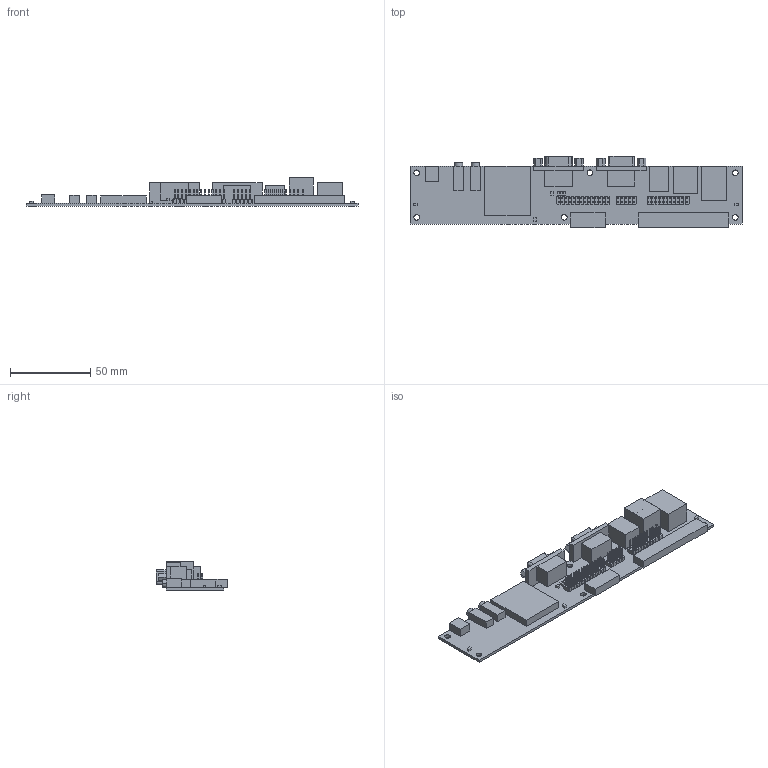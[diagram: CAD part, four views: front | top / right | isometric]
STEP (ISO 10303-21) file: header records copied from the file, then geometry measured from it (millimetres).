
FILE_DESCRIPTION(/* description */ (''),/* implementation_level */ '2;1');
FILE_NAME(/* name */ 'EX_Board_260110',/* time_stamp */ '2010-01-26T15:41:25+01:00',/* author */ (''),/* organization */ (''),/* preprocessor_version */ 'ST-DEVELOPER v10',/* originating_system */ '',/* authorisation */ '');
FILE_SCHEMA (('CONFIG_CONTROL_DESIGN'));
Length unit declared in the file: millimetre
Products named in the file (1): 1
Bounding box: 206.5 x 44.2 x 17.7 mm (x, y, z)
Volume: 35043.2 mm3; surface area: 36221 mm2
Topology: 112 solids, 114 shells, 880 faces, 1932 edges, 1286 vertices
Faces by surface type: plane 724, bspline 156
Entity records: 22408 total; most frequent: CARTESIAN_POINT 8149, ORIENTED_EDGE 3860, EDGE_CURVE 1932, B_SPLINE_CURVE_WITH_KNOTS 1872, VERTEX_POINT 1286, EDGE_LOOP 908, ADVANCED_FACE 880, FACE_OUTER_BOUND 880
